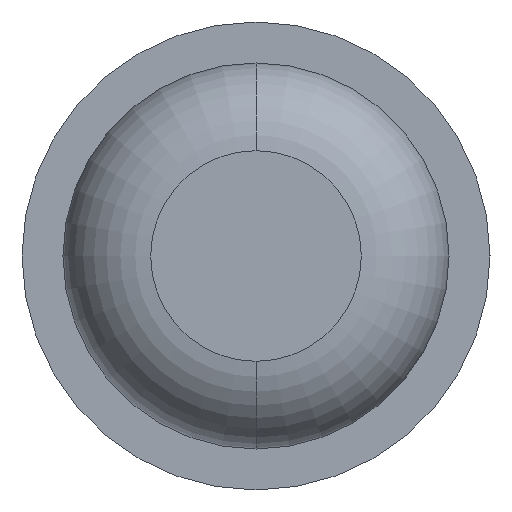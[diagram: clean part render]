
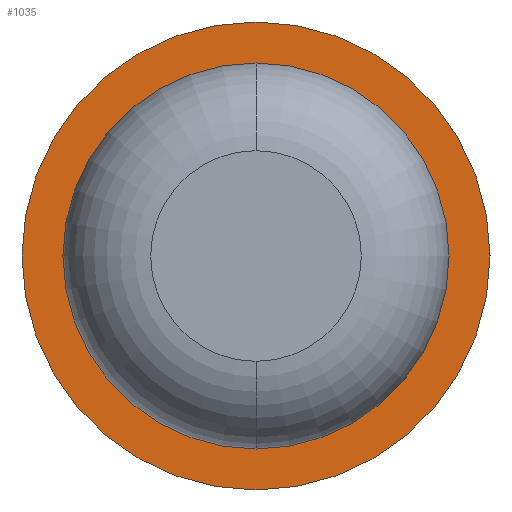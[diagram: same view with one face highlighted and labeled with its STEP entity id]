
A CAD part, front view. The second image highlights one B-rep face of the part: STEP entity #1035.
In plain terms, the highlighted planar face has unit normal (0, -1, 0).
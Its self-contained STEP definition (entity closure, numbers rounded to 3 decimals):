
#7 = CIRCLE ( 'NONE', #2816, 0.825 ) ;
#236 = ORIENTED_EDGE ( 'NONE', *, *, #1201, .F. ) ;
#253 = CARTESIAN_POINT ( 'NONE',  ( 0., -3., -1. ) ) ;
#334 = EDGE_CURVE ( 'Defeature ausgef�hrt1_1+Defeature ausgef�hrt1_4+Defeature ausgef�hrt1_4+Defeature ausgef�hrt1_4', #2410, #1192, #1459, .T. ) ;
#369 = EDGE_CURVE ( 'Defeature ausgef�hrt1_1+Defeature ausgef�hrt1_4+Defeature ausgef�hrt1_4+Defeature ausgef�hrt1_4', #1192, #2410, #7, .T. ) ;
#497 = DIRECTION ( 'NONE',  ( 0., 0., -1. ) ) ;
#502 = DIRECTION ( 'NONE',  ( 0., 0., -1. ) ) ;
#558 = ORIENTED_EDGE ( 'NONE', *, *, #334, .F. ) ;
#683 = CARTESIAN_POINT ( 'NONE',  ( 0., -3., 0. ) ) ;
#774 = DIRECTION ( 'NONE',  ( 0., 1., 0. ) ) ;
#778 = CARTESIAN_POINT ( 'NONE',  ( 0., -3., 0. ) ) ;
#800 = VERTEX_POINT ( 'NONE', #1060 ) ;
#823 = AXIS2_PLACEMENT_3D ( 'NONE', #778, #774, #1233 ) ;
#994 = CARTESIAN_POINT ( 'NONE',  ( 0., -3., -0.825 ) ) ;
#1035 = ADVANCED_FACE ( 'Defeature ausgef�hrt1_4', ( #1821, #1292 ), #1144, .T. ) ;
#1060 = CARTESIAN_POINT ( 'NONE',  ( 0., -3., 1. ) ) ;
#1088 = EDGE_LOOP ( 'NONE', ( #1361, #236 ) ) ;
#1144 = PLANE ( 'NONE',  #2390 ) ;
#1170 = DIRECTION ( 'NONE',  ( 0., -1., 0. ) ) ;
#1192 = VERTEX_POINT ( 'NONE', #994 ) ;
#1201 = EDGE_CURVE ( 'Defeature ausgef�hrt1_5+Defeature ausgef�hrt1_4+Defeature ausgef�hrt1_4+Defeature ausgef�hrt1_4', #1928, #800, #2406, .T. ) ;
#1233 = DIRECTION ( 'NONE',  ( 0., 0., 1. ) ) ;
#1292 = FACE_OUTER_BOUND ( 'NONE', #1088, .T. ) ;
#1296 = AXIS2_PLACEMENT_3D ( 'NONE', #683, #1377, #2058 ) ;
#1353 = CARTESIAN_POINT ( 'NONE',  ( 0., -3., 0.825 ) ) ;
#1361 = ORIENTED_EDGE ( 'NONE', *, *, #1614, .F. ) ;
#1377 = DIRECTION ( 'NONE',  ( 0., -1., 0. ) ) ;
#1459 = CIRCLE ( 'NONE', #1296, 0.825 ) ;
#1595 = DIRECTION ( 'NONE',  ( 0., -1., 0. ) ) ;
#1614 = EDGE_CURVE ( 'Defeature ausgef�hrt1_5+Defeature ausgef�hrt1_4+Defeature ausgef�hrt1_4+Defeature ausgef�hrt1_4', #800, #1928, #2675, .T. ) ;
#1821 = FACE_BOUND ( 'NONE', #1827, .T. ) ;
#1827 = EDGE_LOOP ( 'NONE', ( #558, #2463 ) ) ;
#1928 = VERTEX_POINT ( 'NONE', #253 ) ;
#1941 = AXIS2_PLACEMENT_3D ( 'NONE', #2730, #2757, #2500 ) ;
#2058 = DIRECTION ( 'NONE',  ( 0., 0., -1. ) ) ;
#2288 = CARTESIAN_POINT ( 'NONE',  ( 0., -3., 0. ) ) ;
#2390 = AXIS2_PLACEMENT_3D ( 'NONE', #2688, #1595, #502 ) ;
#2406 = CIRCLE ( 'NONE', #1941, 1. ) ;
#2410 = VERTEX_POINT ( 'NONE', #1353 ) ;
#2463 = ORIENTED_EDGE ( 'NONE', *, *, #369, .F. ) ;
#2500 = DIRECTION ( 'NONE',  ( 0., 0., 1. ) ) ;
#2675 = CIRCLE ( 'NONE', #823, 1. ) ;
#2688 = CARTESIAN_POINT ( 'NONE',  ( -1., -3., 0. ) ) ;
#2730 = CARTESIAN_POINT ( 'NONE',  ( 0., -3., 0. ) ) ;
#2757 = DIRECTION ( 'NONE',  ( 0., 1., 0. ) ) ;
#2816 = AXIS2_PLACEMENT_3D ( 'NONE', #2288, #1170, #497 ) ;
